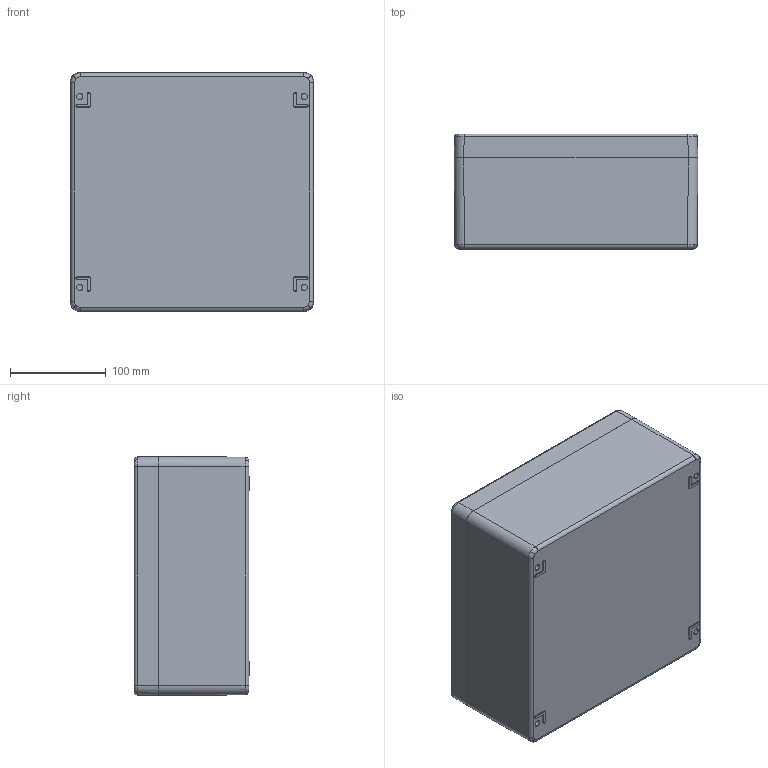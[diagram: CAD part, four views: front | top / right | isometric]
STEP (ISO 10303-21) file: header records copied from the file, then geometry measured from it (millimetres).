
FILE_DESCRIPTION (( 'STEP AP214' ), '1' );
FILE_NAME ('4029_1_CP 255_120.stp', '2008-08-14T13:44:47', ( ' ' ), ( '' ), 'SwSTEP 2.0', 'SolidWorks 2008', '' );
FILE_SCHEMA (( 'AUTOMOTIVE_DESIGN' ));
Length unit declared in the file: millimetre
Products named in the file (8): 4029.1_CP_255_120-Unterteil_Standard; 86224_Standard; 4029.1_CP_255_120-Deckel_Standard; 86222_Standard; 4029.1_CP_255_120_Standard; 4029.1_CP_255_120
Assembly tree (18 placements, depth 3):
  4029.1_CP_255_120
    4029.1_CP_255_120_Standard  x4
    4029.1_CP_255_120-Unterteil_Standard
      4029.1_CP_255_120-Unterteil_Standard
      86222_Standard  x6
      86224_Standard  x4
    4029.1_CP_255_120_Standard
    4029.1_CP_255_120-Deckel_Standard
Bounding box: 255 x 121 x 250 mm (x, y, z)
Volume: 1538405.8 mm3; surface area: 507085.3 mm2
Topology: 17 solids, 17 shells, 1220 faces, 2884 edges, 1738 vertices
Faces by surface type: plane 386, cylinder 330, bspline 216, cone 204, torus 72, sphere 12
Entity records: 28912 total; most frequent: CARTESIAN_POINT 11988, ORIENTED_EDGE 3792, DIRECTION 3224, EDGE_CURVE 1896, AXIS2_PLACEMENT_3D 1272, VERTEX_POINT 1136, EDGE_LOOP 872, FACE_OUTER_BOUND 814
